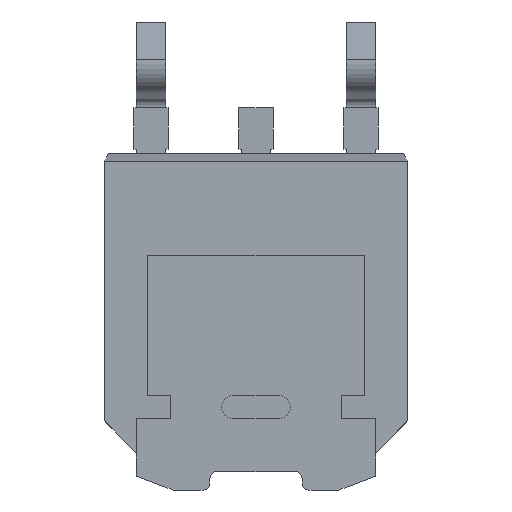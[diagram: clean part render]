
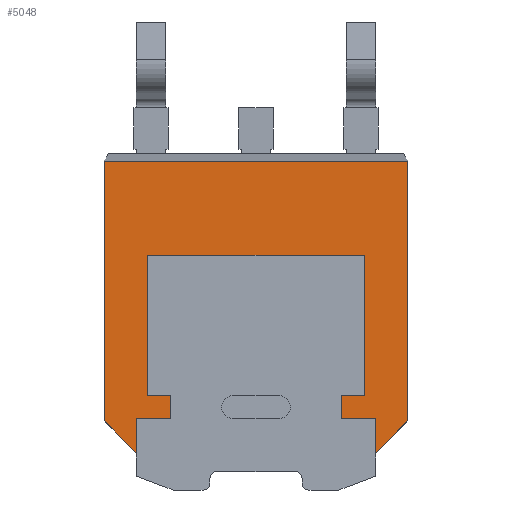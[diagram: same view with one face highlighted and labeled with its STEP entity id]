
A CAD part, front view. The second image highlights one B-rep face of the part: STEP entity #5048.
In plain terms, the highlighted planar face has unit normal (0, -1, 0).
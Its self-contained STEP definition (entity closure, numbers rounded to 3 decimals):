
#29 = CARTESIAN_POINT ( 'NONE',  ( 3.3, -1.2, -2.55 ) ) ;
#72 = CARTESIAN_POINT ( 'NONE',  ( 2.6, -1.2, -3.25 ) ) ;
#193 = EDGE_CURVE ( 'NONE', #2631, #4474, #2953, .T. ) ;
#205 = VERTEX_POINT ( 'NONE', #4170 ) ;
#228 = CARTESIAN_POINT ( 'NONE',  ( -3.3, -1.2, -2.55 ) ) ;
#327 = EDGE_CURVE ( 'NONE', #4293, #2053, #806, .T. ) ;
#356 = EDGE_CURVE ( 'NONE', #623, #2687, #4874, .T. ) ;
#461 = CARTESIAN_POINT ( 'NONE',  ( -2.6, -1.2, -3.25 ) ) ;
#465 = VECTOR ( 'NONE', #4677, 1000. ) ;
#491 = EDGE_CURVE ( 'NONE', #534, #4033, #944, .T. ) ;
#523 = DIRECTION ( 'NONE',  ( -1., 0., 0. ) ) ;
#534 = VERTEX_POINT ( 'NONE', #3495 ) ;
#558 = VECTOR ( 'NONE', #4114, 1000. ) ;
#584 = VECTOR ( 'NONE', #5058, 1000. ) ;
#585 = CARTESIAN_POINT ( 'NONE',  ( 2.6, -1.2, -2.5 ) ) ;
#616 = VECTOR ( 'NONE', #2829, 1000. ) ;
#623 = VERTEX_POINT ( 'NONE', #29 ) ;
#639 = ORIENTED_EDGE ( 'NONE', *, *, #491, .F. ) ;
#707 = LINE ( 'NONE', #2422, #4296 ) ;
#733 = PLANE ( 'NONE',  #2162 ) ;
#806 = LINE ( 'NONE', #3089, #1346 ) ;
#821 = CARTESIAN_POINT ( 'NONE',  ( -1.85, -1.2, -2. ) ) ;
#848 = FACE_OUTER_BOUND ( 'NONE', #3210, .T. ) ;
#872 = CARTESIAN_POINT ( 'NONE',  ( 3.3, -1.2, 3.091 ) ) ;
#944 = LINE ( 'NONE', #2666, #584 ) ;
#1003 = VECTOR ( 'NONE', #4025, 1000. ) ;
#1038 = LINE ( 'NONE', #2809, #2208 ) ;
#1042 = VECTOR ( 'NONE', #2223, 1000. ) ;
#1104 = LINE ( 'NONE', #1156, #2088 ) ;
#1144 = ORIENTED_EDGE ( 'NONE', *, *, #1759, .F. ) ;
#1156 = CARTESIAN_POINT ( 'NONE',  ( 1.85, -1.2, -2. ) ) ;
#1215 = CARTESIAN_POINT ( 'NONE',  ( -1.85, -1.2, -2. ) ) ;
#1346 = VECTOR ( 'NONE', #1526, 1000. ) ;
#1476 = EDGE_CURVE ( 'NONE', #2660, #4915, #1656, .T. ) ;
#1482 = CARTESIAN_POINT ( 'NONE',  ( 3.3, -1.2, -2.55 ) ) ;
#1498 = DIRECTION ( 'NONE',  ( 1., 0., 0. ) ) ;
#1500 = DIRECTION ( 'NONE',  ( -0.707, 0., -0.707 ) ) ;
#1512 = LINE ( 'NONE', #3566, #465 ) ;
#1521 = EDGE_CURVE ( 'NONE', #3864, #2865, #1104, .T. ) ;
#1526 = DIRECTION ( 'NONE',  ( -1., 0., 0. ) ) ;
#1604 = CARTESIAN_POINT ( 'NONE',  ( -3.3, -1.2, -2.55 ) ) ;
#1656 = LINE ( 'NONE', #4240, #558 ) ;
#1750 = ORIENTED_EDGE ( 'NONE', *, *, #3268, .F. ) ;
#1759 = EDGE_CURVE ( 'NONE', #4474, #4915, #2698, .T. ) ;
#1877 = VECTOR ( 'NONE', #2213, 1000. ) ;
#1949 = ORIENTED_EDGE ( 'NONE', *, *, #327, .F. ) ;
#1988 = LINE ( 'NONE', #2861, #2912 ) ;
#2053 = VERTEX_POINT ( 'NONE', #3622 ) ;
#2088 = VECTOR ( 'NONE', #1498, 1000. ) ;
#2099 = ORIENTED_EDGE ( 'NONE', *, *, #2535, .F. ) ;
#2162 = AXIS2_PLACEMENT_3D ( 'NONE', #3507, #3836, #2261 ) ;
#2192 = DIRECTION ( 'NONE',  ( 0., 0., 1. ) ) ;
#2208 = VECTOR ( 'NONE', #4809, 1000. ) ;
#2213 = DIRECTION ( 'NONE',  ( 0., 0., -1. ) ) ;
#2223 = DIRECTION ( 'NONE',  ( -0.707, 0., 0.707 ) ) ;
#2227 = CARTESIAN_POINT ( 'NONE',  ( 2.35, -1.2, -2. ) ) ;
#2261 = DIRECTION ( 'NONE',  ( 0., 0., 1. ) ) ;
#2262 = CARTESIAN_POINT ( 'NONE',  ( 3.3, -1.2, 3.25 ) ) ;
#2278 = CARTESIAN_POINT ( 'NONE',  ( -1.85, -1.2, -2.5 ) ) ;
#2312 = ORIENTED_EDGE ( 'NONE', *, *, #3336, .F. ) ;
#2372 = EDGE_CURVE ( 'NONE', #3872, #3864, #3875, .T. ) ;
#2385 = DIRECTION ( 'NONE',  ( 1., 0., 0. ) ) ;
#2422 = CARTESIAN_POINT ( 'NONE',  ( 2.35, -1.2, -2. ) ) ;
#2452 = ORIENTED_EDGE ( 'NONE', *, *, #2694, .F. ) ;
#2535 = EDGE_CURVE ( 'NONE', #2660, #623, #2929, .T. ) ;
#2569 = EDGE_CURVE ( 'NONE', #2687, #2780, #1512, .T. ) ;
#2631 = VERTEX_POINT ( 'NONE', #3542 ) ;
#2660 = VERTEX_POINT ( 'NONE', #872 ) ;
#2666 = CARTESIAN_POINT ( 'NONE',  ( -2.35, -1.2, -2. ) ) ;
#2667 = EDGE_CURVE ( 'NONE', #3110, #4293, #3039, .T. ) ;
#2687 = VERTEX_POINT ( 'NONE', #72 ) ;
#2694 = EDGE_CURVE ( 'NONE', #2053, #2631, #3556, .T. ) ;
#2698 = LINE ( 'NONE', #1604, #616 ) ;
#2780 = VERTEX_POINT ( 'NONE', #585 ) ;
#2809 = CARTESIAN_POINT ( 'NONE',  ( 2.6, -1.2, -2.5 ) ) ;
#2810 = DIRECTION ( 'NONE',  ( 0., 0., 1. ) ) ;
#2829 = DIRECTION ( 'NONE',  ( 0., 0., 1. ) ) ;
#2861 = CARTESIAN_POINT ( 'NONE',  ( -2.35, -1.2, 1.05 ) ) ;
#2865 = VERTEX_POINT ( 'NONE', #2227 ) ;
#2886 = ORIENTED_EDGE ( 'NONE', *, *, #1521, .F. ) ;
#2912 = VECTOR ( 'NONE', #523, 1000. ) ;
#2929 = LINE ( 'NONE', #2262, #1877 ) ;
#2953 = LINE ( 'NONE', #228, #1042 ) ;
#2962 = ORIENTED_EDGE ( 'NONE', *, *, #193, .F. ) ;
#3039 = LINE ( 'NONE', #4441, #3167 ) ;
#3040 = ORIENTED_EDGE ( 'NONE', *, *, #356, .F. ) ;
#3089 = CARTESIAN_POINT ( 'NONE',  ( -2.6, -1.2, -2.5 ) ) ;
#3110 = VERTEX_POINT ( 'NONE', #1215 ) ;
#3139 = ORIENTED_EDGE ( 'NONE', *, *, #1476, .T. ) ;
#3167 = VECTOR ( 'NONE', #4764, 1000. ) ;
#3210 = EDGE_LOOP ( 'NONE', ( #4726, #5076, #3040, #2099, #3139, #1144, #2962, #2452, #1949, #3370, #4845, #639, #1750, #2312, #2886, #3749 ) ) ;
#3268 = EDGE_CURVE ( 'NONE', #205, #534, #1988, .T. ) ;
#3336 = EDGE_CURVE ( 'NONE', #2865, #205, #707, .T. ) ;
#3370 = ORIENTED_EDGE ( 'NONE', *, *, #2667, .F. ) ;
#3495 = CARTESIAN_POINT ( 'NONE',  ( -2.35, -1.2, 1.05 ) ) ;
#3507 = CARTESIAN_POINT ( 'NONE',  ( 0., -1.2, 0. ) ) ;
#3542 = CARTESIAN_POINT ( 'NONE',  ( -2.6, -1.2, -3.25 ) ) ;
#3556 = LINE ( 'NONE', #461, #1003 ) ;
#3566 = CARTESIAN_POINT ( 'NONE',  ( 2.6, -1.2, -3.25 ) ) ;
#3622 = CARTESIAN_POINT ( 'NONE',  ( -2.6, -1.2, -2.5 ) ) ;
#3701 = CARTESIAN_POINT ( 'NONE',  ( -3.3, -1.2, 3.091 ) ) ;
#3749 = ORIENTED_EDGE ( 'NONE', *, *, #2372, .F. ) ;
#3779 = LINE ( 'NONE', #821, #4573 ) ;
#3836 = DIRECTION ( 'NONE',  ( 0., 1., 0. ) ) ;
#3864 = VERTEX_POINT ( 'NONE', #3980 ) ;
#3872 = VERTEX_POINT ( 'NONE', #4030 ) ;
#3875 = LINE ( 'NONE', #4180, #4171 ) ;
#3878 = EDGE_CURVE ( 'NONE', #4033, #3110, #3779, .T. ) ;
#3980 = CARTESIAN_POINT ( 'NONE',  ( 1.85, -1.2, -2. ) ) ;
#4025 = DIRECTION ( 'NONE',  ( 0., 0., -1. ) ) ;
#4030 = CARTESIAN_POINT ( 'NONE',  ( 1.85, -1.2, -2.5 ) ) ;
#4033 = VERTEX_POINT ( 'NONE', #4094 ) ;
#4094 = CARTESIAN_POINT ( 'NONE',  ( -2.35, -1.2, -2. ) ) ;
#4114 = DIRECTION ( 'NONE',  ( -1., 0., 0. ) ) ;
#4170 = CARTESIAN_POINT ( 'NONE',  ( 2.35, -1.2, 1.05 ) ) ;
#4171 = VECTOR ( 'NONE', #2192, 1000. ) ;
#4180 = CARTESIAN_POINT ( 'NONE',  ( 1.85, -1.2, -2.5 ) ) ;
#4240 = CARTESIAN_POINT ( 'NONE',  ( 3.3, -1.2, 3.091 ) ) ;
#4270 = VECTOR ( 'NONE', #1500, 1000. ) ;
#4293 = VERTEX_POINT ( 'NONE', #2278 ) ;
#4296 = VECTOR ( 'NONE', #2810, 1000. ) ;
#4407 = EDGE_CURVE ( 'NONE', #2780, #3872, #1038, .T. ) ;
#4419 = CARTESIAN_POINT ( 'NONE',  ( -3.3, -1.2, -2.55 ) ) ;
#4441 = CARTESIAN_POINT ( 'NONE',  ( -1.85, -1.2, -2.5 ) ) ;
#4474 = VERTEX_POINT ( 'NONE', #4419 ) ;
#4573 = VECTOR ( 'NONE', #2385, 1000. ) ;
#4677 = DIRECTION ( 'NONE',  ( 0., 0., 1. ) ) ;
#4726 = ORIENTED_EDGE ( 'NONE', *, *, #4407, .F. ) ;
#4764 = DIRECTION ( 'NONE',  ( 0., 0., -1. ) ) ;
#4809 = DIRECTION ( 'NONE',  ( -1., 0., 0. ) ) ;
#4845 = ORIENTED_EDGE ( 'NONE', *, *, #3878, .F. ) ;
#4874 = LINE ( 'NONE', #1482, #4270 ) ;
#4915 = VERTEX_POINT ( 'NONE', #3701 ) ;
#5048 = ADVANCED_FACE ( 'NONE', ( #848 ), #733, .F. ) ;
#5058 = DIRECTION ( 'NONE',  ( 0., 0., -1. ) ) ;
#5076 = ORIENTED_EDGE ( 'NONE', *, *, #2569, .F. ) ;
